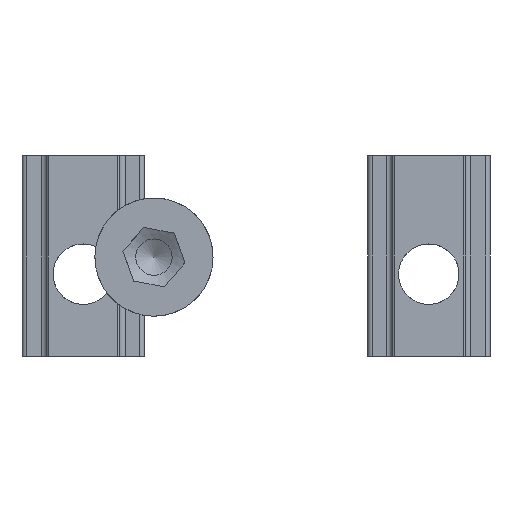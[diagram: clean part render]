
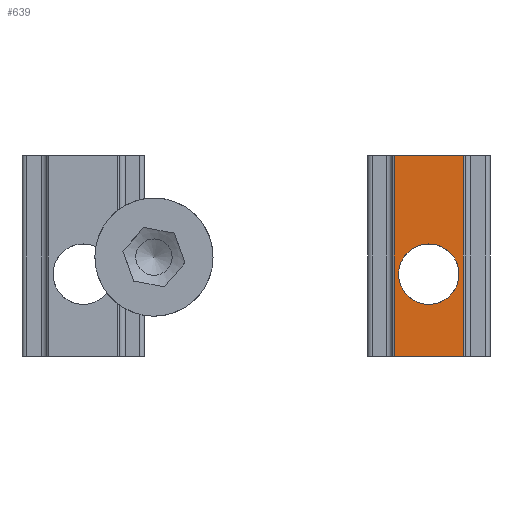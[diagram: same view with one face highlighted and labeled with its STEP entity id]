
A CAD part, front view. The second image highlights one B-rep face of the part: STEP entity #639.
In plain terms, the highlighted planar face has unit normal (0, -1, 0).
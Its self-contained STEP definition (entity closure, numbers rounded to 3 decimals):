
#334=CARTESIAN_POINT('',(3.324,-3.189,-2.0));
#335=VERTEX_POINT('',#334);
#336=CARTESIAN_POINT('',(0.,-3.189,-2.0));
#337=DIRECTION('',(0.0,1.0,0.0));
#338=DIRECTION('',(1.0,0.0,0.0));
#339=AXIS2_PLACEMENT_3D('',#336,#337,#338);
#340=CIRCLE('',#339,3.324);
#341=EDGE_CURVE('',#335,#335,#340,.T.);
#453=CARTESIAN_POINT('',(3.799,-3.189,-11.0));
#454=VERTEX_POINT('',#453);
#462=CARTESIAN_POINT('',(-3.801,-3.189,-11.0));
#463=VERTEX_POINT('',#462);
#464=CARTESIAN_POINT('',(-3.801,-3.189,-11.0));
#465=DIRECTION('',(1.0,0.0,0.0));
#466=VECTOR('',#465,7.6);
#467=LINE('',#464,#466);
#468=EDGE_CURVE('',#463,#454,#467,.T.);
#593=CARTESIAN_POINT('',(3.799,-3.189,11.0));
#594=VERTEX_POINT('',#593);
#602=CARTESIAN_POINT('',(3.799,-3.189,11.0));
#603=DIRECTION('',(0.0,0.0,-1.0));
#604=VECTOR('',#603,22.0);
#605=LINE('',#602,#604);
#606=EDGE_CURVE('',#594,#454,#605,.T.);
#613=CARTESIAN_POINT('',(3.799,-3.189,0.0));
#614=DIRECTION('',(0.0,-1.0,0.0));
#615=DIRECTION('',(0.0,0.0,-1.0));
#616=AXIS2_PLACEMENT_3D('',#613,#614,#615);
#617=PLANE('',#616);
#618=CARTESIAN_POINT('',(-3.801,-3.189,11.0));
#619=VERTEX_POINT('',#618);
#620=CARTESIAN_POINT('',(3.799,-3.189,11.0));
#621=DIRECTION('',(-1.0,0.0,0.0));
#622=VECTOR('',#621,7.6);
#623=LINE('',#620,#622);
#624=EDGE_CURVE('',#594,#619,#623,.T.);
#625=ORIENTED_EDGE('',*,*,#624,.T.);
#626=CARTESIAN_POINT('',(-3.801,-3.189,11.0));
#627=DIRECTION('',(0.0,0.0,-1.0));
#628=VECTOR('',#627,22.0);
#629=LINE('',#626,#628);
#630=EDGE_CURVE('',#619,#463,#629,.T.);
#631=ORIENTED_EDGE('',*,*,#630,.T.);
#632=ORIENTED_EDGE('',*,*,#468,.T.);
#633=ORIENTED_EDGE('',*,*,#606,.F.);
#634=EDGE_LOOP('',(#625,#631,#632,#633));
#635=FACE_OUTER_BOUND('',#634,.T.);
#636=ORIENTED_EDGE('',*,*,#341,.T.);
#637=EDGE_LOOP('',(#636));
#638=FACE_BOUND('',#637,.T.);
#639=ADVANCED_FACE('',(#635,#638),#617,.T.);
